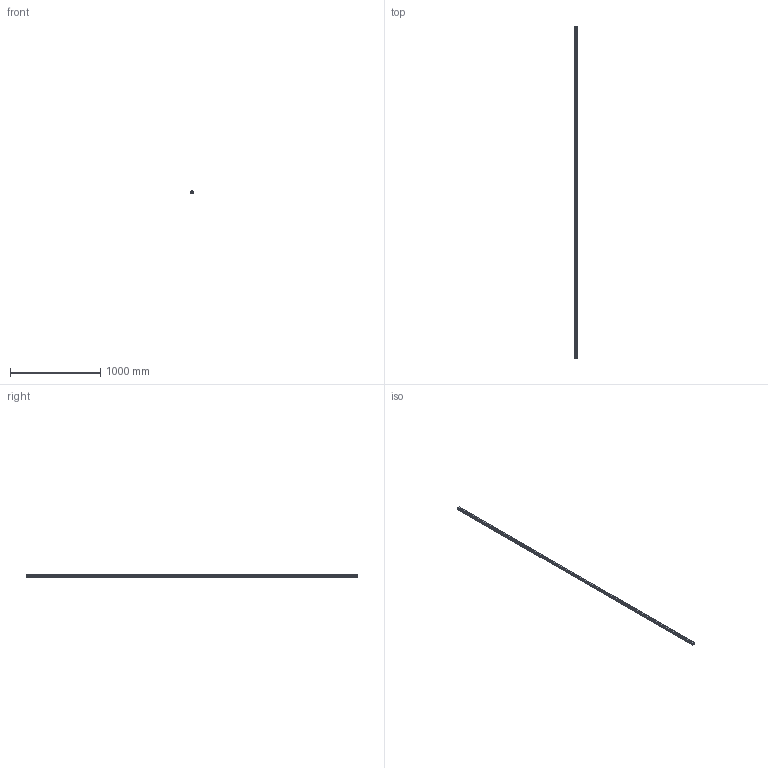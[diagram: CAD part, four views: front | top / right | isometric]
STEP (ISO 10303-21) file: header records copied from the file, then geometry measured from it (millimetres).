
FILE_DESCRIPTION(('STEP AP214'),'1');
FILE_NAME('cctmp_33C32E5F-0085-4B85-B154-A3FC1CEAB451_2020_6_24_15_2_17_204..stp','2020-06-24T13:02:17',('HIWIN GmbH'),('CADClick - www.CADClick.com'),'Spatial InterOp 3D',' ','unknown authorization');
FILE_SCHEMA(('AUTOMOTIVE_DESIGN'));
Length unit declared in the file: millimetre
Products named in the file (1): HGR30R3680H_FILE
Bounding box: 28 x 3680 x 26 mm (x, y, z)
Volume: 2141104.9 mm3; surface area: 455686.4 mm2
Topology: 1 solids, 1 shells, 529 faces, 1155 edges, 770 vertices
Faces by surface type: cylinder 298, plane 231
Entity records: 19001 total; most frequent: DIRECTION 2811, CARTESIAN_POINT 2455, ORIENTED_EDGE 2310, EDGE_CURVE 1155, AXIS2_PLACEMENT_3D 1126, VERTEX_POINT 770, EDGE_LOOP 671, CIRCLE 596
